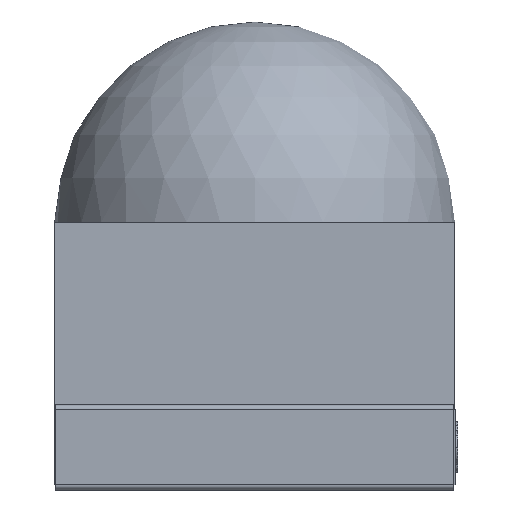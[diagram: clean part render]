
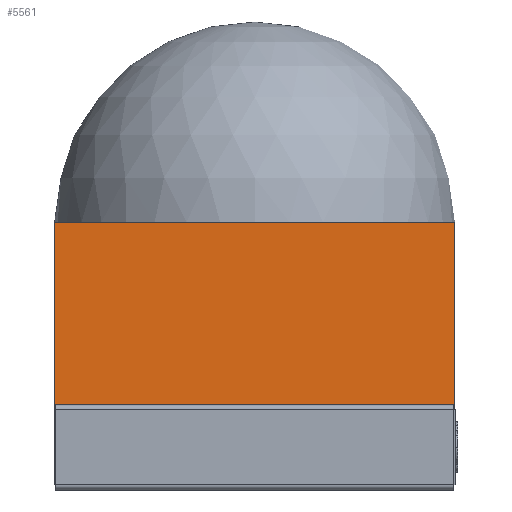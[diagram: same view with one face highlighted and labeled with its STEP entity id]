
A CAD part, left-side view. The second image highlights one B-rep face of the part: STEP entity #5561.
In plain terms, the highlighted planar face has unit normal (-1, 0, 0).
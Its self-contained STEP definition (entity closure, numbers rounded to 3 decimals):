
#278 = DIRECTION ( 'NONE',  ( 0., -1., 0. ) ) ;
#648 = VECTOR ( 'NONE', #2249, 1000. ) ;
#991 = ORIENTED_EDGE ( 'NONE', *, *, #12338, .T. ) ;
#1055 = LINE ( 'NONE', #5786, #12402 ) ;
#1240 = VECTOR ( 'NONE', #12326, 1000. ) ;
#1268 = ORIENTED_EDGE ( 'NONE', *, *, #7594, .F. ) ;
#1403 = EDGE_CURVE ( 'NONE', #10416, #4538, #6450, .T. ) ;
#1680 = EDGE_CURVE ( 'NONE', #11168, #12664, #5161, .T. ) ;
#1804 = CARTESIAN_POINT ( 'NONE',  ( -0.8, -0.799, 1.05 ) ) ;
#2106 = ORIENTED_EDGE ( 'NONE', *, *, #5379, .T. ) ;
#2249 = DIRECTION ( 'NONE',  ( 0., 0., -1. ) ) ;
#2271 = DIRECTION ( 'NONE',  ( 0., 0., 1. ) ) ;
#2358 = CARTESIAN_POINT ( 'NONE',  ( -0.8, -0.799, 0.32 ) ) ;
#3414 = CARTESIAN_POINT ( 'NONE',  ( -0.8, -0.799, 0.3 ) ) ;
#3528 = CARTESIAN_POINT ( 'NONE',  ( -0.8, -0.799, 1.05 ) ) ;
#3668 = VERTEX_POINT ( 'NONE', #12976 ) ;
#3753 = ORIENTED_EDGE ( 'NONE', *, *, #13150, .T. ) ;
#4466 = DIRECTION ( 'NONE',  ( 0., -1., 0. ) ) ;
#4538 = VERTEX_POINT ( 'NONE', #3528 ) ;
#4582 = CARTESIAN_POINT ( 'NONE',  ( -0.8, -0.795, 1.05 ) ) ;
#4605 = EDGE_CURVE ( 'NONE', #10416, #7543, #1055, .T. ) ;
#5103 = ORIENTED_EDGE ( 'NONE', *, *, #1403, .F. ) ;
#5161 = LINE ( 'NONE', #14776, #1240 ) ;
#5253 = VECTOR ( 'NONE', #2271, 1000. ) ;
#5379 = EDGE_CURVE ( 'NONE', #12664, #14554, #8049, .T. ) ;
#5561 = ADVANCED_FACE ( 'NONE', ( #11061 ), #11151, .F. ) ;
#5564 = LINE ( 'NONE', #10312, #9387 ) ;
#5779 = ORIENTED_EDGE ( 'NONE', *, *, #7023, .F. ) ;
#5786 = CARTESIAN_POINT ( 'NONE',  ( -0.8, 0.799, 1.05 ) ) ;
#6450 = LINE ( 'NONE', #11015, #11998 ) ;
#7023 = EDGE_CURVE ( 'NONE', #4538, #14036, #10481, .T. ) ;
#7181 = CARTESIAN_POINT ( 'NONE',  ( -0.8, 0.795, 0.3 ) ) ;
#7543 = VERTEX_POINT ( 'NONE', #12777 ) ;
#7594 = EDGE_CURVE ( 'NONE', #3668, #14554, #10571, .T. ) ;
#8049 = LINE ( 'NONE', #2358, #10146 ) ;
#8143 = ORIENTED_EDGE ( 'NONE', *, *, #1680, .T. ) ;
#9143 = DIRECTION ( 'NONE',  ( 0., -1., 0. ) ) ;
#9387 = VECTOR ( 'NONE', #4466, 1000. ) ;
#9854 = CARTESIAN_POINT ( 'NONE',  ( -0.8, 0.799, 1.05 ) ) ;
#10146 = VECTOR ( 'NONE', #10586, 1000. ) ;
#10312 = CARTESIAN_POINT ( 'NONE',  ( -0.8, -0.799, 0.3 ) ) ;
#10398 = AXIS2_PLACEMENT_3D ( 'NONE', #1804, #13746, #11454 ) ;
#10416 = VERTEX_POINT ( 'NONE', #9854 ) ;
#10481 = LINE ( 'NONE', #11798, #648 ) ;
#10571 = LINE ( 'NONE', #4582, #5253 ) ;
#10586 = DIRECTION ( 'NONE',  ( 0., -1., 0. ) ) ;
#10603 = DIRECTION ( 'NONE',  ( 0., 0., -1. ) ) ;
#11015 = CARTESIAN_POINT ( 'NONE',  ( -0.8, -0.799, 1.05 ) ) ;
#11061 = FACE_OUTER_BOUND ( 'NONE', #14563, .T. ) ;
#11151 = PLANE ( 'NONE',  #10398 ) ;
#11168 = VERTEX_POINT ( 'NONE', #7181 ) ;
#11454 = DIRECTION ( 'NONE',  ( 0., 0., -1. ) ) ;
#11798 = CARTESIAN_POINT ( 'NONE',  ( -0.8, -0.799, 1.05 ) ) ;
#11998 = VECTOR ( 'NONE', #278, 1000. ) ;
#12326 = DIRECTION ( 'NONE',  ( 0., 0., 1. ) ) ;
#12338 = EDGE_CURVE ( 'NONE', #3668, #14036, #14107, .T. ) ;
#12402 = VECTOR ( 'NONE', #10603, 1000. ) ;
#12405 = VECTOR ( 'NONE', #9143, 1000. ) ;
#12664 = VERTEX_POINT ( 'NONE', #15034 ) ;
#12777 = CARTESIAN_POINT ( 'NONE',  ( -0.8, 0.799, 0.3 ) ) ;
#12948 = ORIENTED_EDGE ( 'NONE', *, *, #4605, .T. ) ;
#12976 = CARTESIAN_POINT ( 'NONE',  ( -0.8, -0.795, 0.3 ) ) ;
#13150 = EDGE_CURVE ( 'NONE', #7543, #11168, #5564, .T. ) ;
#13746 = DIRECTION ( 'NONE',  ( 1., 0., 0. ) ) ;
#14036 = VERTEX_POINT ( 'NONE', #15060 ) ;
#14107 = LINE ( 'NONE', #3414, #12405 ) ;
#14554 = VERTEX_POINT ( 'NONE', #14595 ) ;
#14563 = EDGE_LOOP ( 'NONE', ( #3753, #8143, #2106, #1268, #991, #5779, #5103, #12948 ) ) ;
#14595 = CARTESIAN_POINT ( 'NONE',  ( -0.8, -0.795, 0.32 ) ) ;
#14776 = CARTESIAN_POINT ( 'NONE',  ( -0.8, 0.795, 1.05 ) ) ;
#15034 = CARTESIAN_POINT ( 'NONE',  ( -0.8, 0.795, 0.32 ) ) ;
#15060 = CARTESIAN_POINT ( 'NONE',  ( -0.8, -0.799, 0.3 ) ) ;
